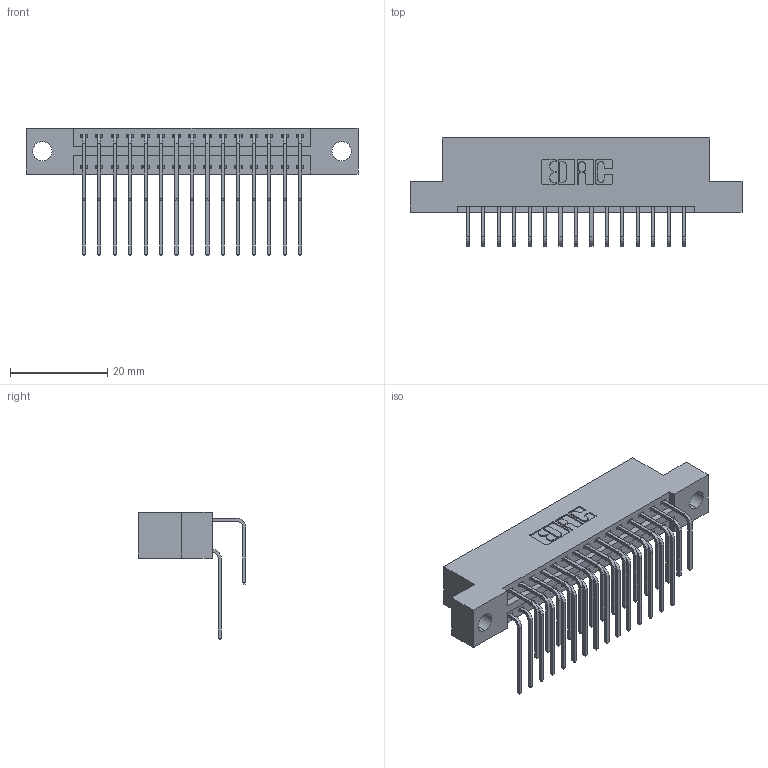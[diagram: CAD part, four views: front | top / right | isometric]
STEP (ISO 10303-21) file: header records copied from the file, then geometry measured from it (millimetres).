
FILE_DESCRIPTION (( 'STEP AP203' ), '1' );
FILE_NAME ('346-030-558-204.STEP', '2022-05-19T16:58:15', ( '' ), ( '' ), 'SwSTEP 2.0', 'SolidWorks 2020', '' );
FILE_SCHEMA (( 'CONFIG_CONTROL_DESIGN' ));
Length unit declared in the file: inch
Products named in the file (4): 345-292-001_558 Tail - 2; 345-292-001_558 559 Tail - 1; 346 Part_Flush Mounting Lugs - 0.156 Dia-TH; 346-030-558-204
Assembly tree (31 placements, depth 2):
  346-030-558-204
    346 Part_Flush Mounting Lugs - 0.156 Dia-TH
    345-292-001_558 559 Tail - 1  x15
    345-292-001_558 Tail - 2  x15
Bounding box: 68.2 x 22.16 x 26.16 mm (x, y, z)
Volume: 6507.7 mm3; surface area: 9199 mm2
Topology: 31 solids, 31 shells, 1756 faces, 5195 edges, 3422 vertices
Faces by surface type: plane 1200, cylinder 556
Entity records: 15627 total; most frequent: CARTESIAN_POINT 2669, ORIENTED_EDGE 2550, DIRECTION 2375, EDGE_CURVE 1275, LINE 1043, VECTOR 1043, VERTEX_POINT 846, AXIS2_PLACEMENT_3D 666
